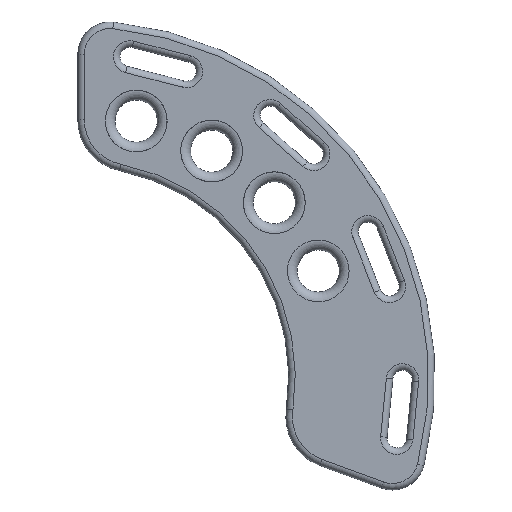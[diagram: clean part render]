
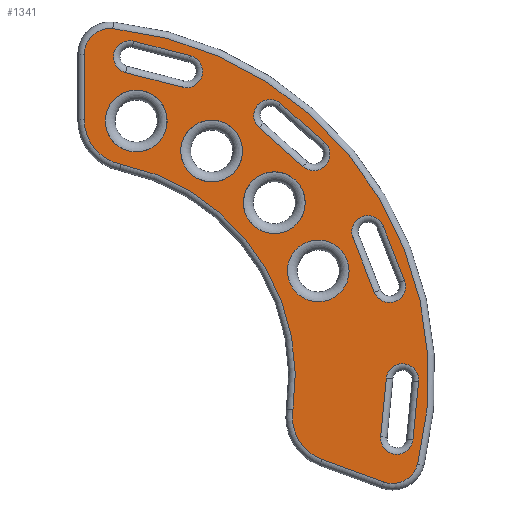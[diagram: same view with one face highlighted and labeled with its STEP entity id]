
A CAD part, top view. The second image highlights one B-rep face of the part: STEP entity #1341.
In plain terms, the highlighted planar face has unit normal (0, 0, 1).
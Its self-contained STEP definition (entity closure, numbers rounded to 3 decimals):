
#15=LINE('',#2233,#79);
#16=LINE('',#2240,#80);
#17=LINE('',#2245,#81);
#18=LINE('',#2248,#82);
#19=LINE('',#2251,#83);
#20=LINE('',#2255,#84);
#21=LINE('',#2261,#85);
#22=LINE('',#2264,#86);
#23=LINE('',#2269,#87);
#24=LINE('',#2272,#88);
#79=VECTOR('',#1743,10.);
#80=VECTOR('',#1750,10.);
#81=VECTOR('',#1753,10.);
#82=VECTOR('',#1756,10.);
#83=VECTOR('',#1757,10.);
#84=VECTOR('',#1760,10.);
#85=VECTOR('',#1765,10.);
#86=VECTOR('',#1768,10.);
#87=VECTOR('',#1771,10.);
#88=VECTOR('',#1774,10.);
#143=PLANE('',#1467);
#221=FACE_BOUND('',#372,.T.);
#222=FACE_BOUND('',#373,.T.);
#223=FACE_BOUND('',#374,.T.);
#224=FACE_BOUND('',#375,.T.);
#225=FACE_BOUND('',#376,.T.);
#226=FACE_BOUND('',#377,.T.);
#227=FACE_BOUND('',#378,.T.);
#228=FACE_BOUND('',#379,.T.);
#257=FACE_OUTER_BOUND('',#371,.T.);
#371=EDGE_LOOP('',(#941,#942,#943,#944,#945,#946,#947,#948));
#372=EDGE_LOOP('',(#949));
#373=EDGE_LOOP('',(#950));
#374=EDGE_LOOP('',(#951,#952,#953,#954));
#375=EDGE_LOOP('',(#955,#956,#957,#958));
#376=EDGE_LOOP('',(#959,#960,#961,#962));
#377=EDGE_LOOP('',(#963,#964,#965,#966));
#378=EDGE_LOOP('',(#967));
#379=EDGE_LOOP('',(#968));
#466=CIRCLE('',#1432,9.5);
#472=CIRCLE('',#1443,9.5);
#478=CIRCLE('',#1454,9.5);
#484=CIRCLE('',#1465,9.5);
#485=CIRCLE('',#1468,14.);
#486=CIRCLE('',#1469,67.);
#487=CIRCLE('',#1470,14.);
#488=CIRCLE('',#1471,8.);
#489=CIRCLE('',#1472,108.);
#490=CIRCLE('',#1473,8.);
#491=CIRCLE('',#1474,5.);
#492=CIRCLE('',#1475,5.);
#493=CIRCLE('',#1476,5.);
#494=CIRCLE('',#1477,5.);
#495=CIRCLE('',#1478,5.);
#496=CIRCLE('',#1479,5.);
#497=CIRCLE('',#1480,5.);
#498=CIRCLE('',#1481,5.);
#594=VERTEX_POINT('',#2170);
#600=VERTEX_POINT('',#2187);
#606=VERTEX_POINT('',#2204);
#612=VERTEX_POINT('',#2221);
#613=VERTEX_POINT('',#2225);
#614=VERTEX_POINT('',#2226);
#615=VERTEX_POINT('',#2228);
#616=VERTEX_POINT('',#2230);
#617=VERTEX_POINT('',#2232);
#618=VERTEX_POINT('',#2234);
#619=VERTEX_POINT('',#2236);
#620=VERTEX_POINT('',#2238);
#621=VERTEX_POINT('',#2241);
#622=VERTEX_POINT('',#2242);
#623=VERTEX_POINT('',#2244);
#624=VERTEX_POINT('',#2246);
#625=VERTEX_POINT('',#2249);
#626=VERTEX_POINT('',#2250);
#627=VERTEX_POINT('',#2252);
#628=VERTEX_POINT('',#2254);
#629=VERTEX_POINT('',#2257);
#630=VERTEX_POINT('',#2258);
#631=VERTEX_POINT('',#2260);
#632=VERTEX_POINT('',#2262);
#633=VERTEX_POINT('',#2265);
#634=VERTEX_POINT('',#2266);
#635=VERTEX_POINT('',#2268);
#636=VERTEX_POINT('',#2270);
#714=EDGE_CURVE('',#594,#594,#466,.T.);
#720=EDGE_CURVE('',#600,#600,#472,.T.);
#726=EDGE_CURVE('',#606,#606,#478,.T.);
#732=EDGE_CURVE('',#612,#612,#484,.T.);
#733=EDGE_CURVE('',#613,#614,#485,.T.);
#734=EDGE_CURVE('',#615,#613,#486,.T.);
#735=EDGE_CURVE('',#616,#615,#487,.T.);
#736=EDGE_CURVE('',#617,#616,#15,.T.);
#737=EDGE_CURVE('',#618,#617,#488,.T.);
#738=EDGE_CURVE('',#619,#618,#489,.T.);
#739=EDGE_CURVE('',#620,#619,#490,.T.);
#740=EDGE_CURVE('',#614,#620,#16,.T.);
#741=EDGE_CURVE('',#621,#622,#491,.T.);
#742=EDGE_CURVE('',#623,#621,#17,.T.);
#743=EDGE_CURVE('',#624,#623,#492,.T.);
#744=EDGE_CURVE('',#622,#624,#18,.T.);
#745=EDGE_CURVE('',#625,#626,#19,.T.);
#746=EDGE_CURVE('',#627,#625,#493,.T.);
#747=EDGE_CURVE('',#628,#627,#20,.T.);
#748=EDGE_CURVE('',#626,#628,#494,.T.);
#749=EDGE_CURVE('',#629,#630,#495,.T.);
#750=EDGE_CURVE('',#631,#629,#21,.T.);
#751=EDGE_CURVE('',#632,#631,#496,.T.);
#752=EDGE_CURVE('',#630,#632,#22,.T.);
#753=EDGE_CURVE('',#633,#634,#497,.T.);
#754=EDGE_CURVE('',#635,#633,#23,.T.);
#755=EDGE_CURVE('',#636,#635,#498,.T.);
#756=EDGE_CURVE('',#634,#636,#24,.T.);
#941=ORIENTED_EDGE('',*,*,#733,.F.);
#942=ORIENTED_EDGE('',*,*,#734,.F.);
#943=ORIENTED_EDGE('',*,*,#735,.F.);
#944=ORIENTED_EDGE('',*,*,#736,.F.);
#945=ORIENTED_EDGE('',*,*,#737,.F.);
#946=ORIENTED_EDGE('',*,*,#738,.F.);
#947=ORIENTED_EDGE('',*,*,#739,.F.);
#948=ORIENTED_EDGE('',*,*,#740,.F.);
#949=ORIENTED_EDGE('',*,*,#720,.F.);
#950=ORIENTED_EDGE('',*,*,#714,.F.);
#951=ORIENTED_EDGE('',*,*,#741,.F.);
#952=ORIENTED_EDGE('',*,*,#742,.F.);
#953=ORIENTED_EDGE('',*,*,#743,.F.);
#954=ORIENTED_EDGE('',*,*,#744,.F.);
#955=ORIENTED_EDGE('',*,*,#745,.F.);
#956=ORIENTED_EDGE('',*,*,#746,.F.);
#957=ORIENTED_EDGE('',*,*,#747,.F.);
#958=ORIENTED_EDGE('',*,*,#748,.F.);
#959=ORIENTED_EDGE('',*,*,#749,.F.);
#960=ORIENTED_EDGE('',*,*,#750,.F.);
#961=ORIENTED_EDGE('',*,*,#751,.F.);
#962=ORIENTED_EDGE('',*,*,#752,.F.);
#963=ORIENTED_EDGE('',*,*,#753,.F.);
#964=ORIENTED_EDGE('',*,*,#754,.F.);
#965=ORIENTED_EDGE('',*,*,#755,.F.);
#966=ORIENTED_EDGE('',*,*,#756,.F.);
#967=ORIENTED_EDGE('',*,*,#732,.F.);
#968=ORIENTED_EDGE('',*,*,#726,.F.);
#1341=ADVANCED_FACE('',(#257,#221,#222,#223,#224,#225,#226,#227,#228),#143,
 .F.);
#1432=AXIS2_PLACEMENT_3D('',#2171,#1665,#1666);
#1443=AXIS2_PLACEMENT_3D('',#2188,#1687,#1688);
#1454=AXIS2_PLACEMENT_3D('',#2205,#1709,#1710);
#1465=AXIS2_PLACEMENT_3D('',#2222,#1731,#1732);
#1467=AXIS2_PLACEMENT_3D('',#2224,#1735,#1736);
#1468=AXIS2_PLACEMENT_3D('',#2227,#1737,#1738);
#1469=AXIS2_PLACEMENT_3D('',#2229,#1739,#1740);
#1470=AXIS2_PLACEMENT_3D('',#2231,#1741,#1742);
#1471=AXIS2_PLACEMENT_3D('',#2235,#1744,#1745);
#1472=AXIS2_PLACEMENT_3D('',#2237,#1746,#1747);
#1473=AXIS2_PLACEMENT_3D('',#2239,#1748,#1749);
#1474=AXIS2_PLACEMENT_3D('',#2243,#1751,#1752);
#1475=AXIS2_PLACEMENT_3D('',#2247,#1754,#1755);
#1476=AXIS2_PLACEMENT_3D('',#2253,#1758,#1759);
#1477=AXIS2_PLACEMENT_3D('',#2256,#1761,#1762);
#1478=AXIS2_PLACEMENT_3D('',#2259,#1763,#1764);
#1479=AXIS2_PLACEMENT_3D('',#2263,#1766,#1767);
#1480=AXIS2_PLACEMENT_3D('',#2267,#1769,#1770);
#1481=AXIS2_PLACEMENT_3D('',#2271,#1772,#1773);
#1665=DIRECTION('center_axis',(0.,0.,1.));
#1666=DIRECTION('ref_axis',(-0.598,0.801,0.));
#1687=DIRECTION('center_axis',(0.,0.,1.));
#1688=DIRECTION('ref_axis',(-0.814,0.581,0.));
#1709=DIRECTION('center_axis',(0.,0.,1.));
#1710=DIRECTION('ref_axis',(-0.952,0.305,0.));
#1731=DIRECTION('center_axis',(0.,0.,1.));
#1732=DIRECTION('ref_axis',(-1.,0.,0.));
#1735=DIRECTION('center_axis',(0.,0.,-1.));
#1736=DIRECTION('ref_axis',(-1.,0.,0.));
#1737=DIRECTION('center_axis',(0.,0.,-1.));
#1738=DIRECTION('ref_axis',(-0.774,-0.633,0.));
#1739=DIRECTION('center_axis',(0.,0.,1.));
#1740=DIRECTION('ref_axis',(0.819,0.574,0.));
#1741=DIRECTION('center_axis',(0.,0.,-1.));
#1742=DIRECTION('ref_axis',(-0.86,-0.51,0.));
#1743=DIRECTION('',(-0.94,0.342,0.));
#1744=DIRECTION('center_axis',(0.,0.,-1.));
#1745=DIRECTION('ref_axis',(0.467,-0.884,0.));
#1746=DIRECTION('center_axis',(0.,0.,-1.));
#1747=DIRECTION('ref_axis',(0.819,0.574,0.));
#1748=DIRECTION('center_axis',(0.,0.,-1.));
#1749=DIRECTION('ref_axis',(-0.671,0.742,0.));
#1750=DIRECTION('',(0.,1.,0.));
#1751=DIRECTION('center_axis',(0.,0.,1.));
#1752=DIRECTION('ref_axis',(0.098,0.995,0.));
#1753=DIRECTION('',(0.098,0.995,0.));
#1754=DIRECTION('center_axis',(0.,0.,1.));
#1755=DIRECTION('ref_axis',(-0.098,-0.995,0.));
#1756=DIRECTION('',(-0.098,-0.995,0.));
#1757=DIRECTION('',(-0.969,0.248,0.));
#1758=DIRECTION('center_axis',(0.,0.,1.));
#1759=DIRECTION('ref_axis',(0.969,-0.248,0.));
#1760=DIRECTION('',(0.969,-0.248,0.));
#1761=DIRECTION('center_axis',(0.,0.,1.));
#1762=DIRECTION('ref_axis',(-0.969,0.248,0.));
#1763=DIRECTION('center_axis',(0.,0.,1.));
#1764=DIRECTION('ref_axis',(-0.75,0.662,0.));
#1765=DIRECTION('',(-0.75,0.662,0.));
#1766=DIRECTION('center_axis',(0.,0.,1.));
#1767=DIRECTION('ref_axis',(0.75,-0.662,0.));
#1768=DIRECTION('',(0.75,-0.662,0.));
#1769=DIRECTION('center_axis',(0.,0.,1.));
#1770=DIRECTION('ref_axis',(-0.366,0.931,0.));
#1771=DIRECTION('',(-0.366,0.931,0.));
#1772=DIRECTION('center_axis',(0.,0.,1.));
#1773=DIRECTION('ref_axis',(0.366,-0.931,0.));
#1774=DIRECTION('',(0.366,-0.931,0.));
#2170=CARTESIAN_POINT('',(83.442,34.287,6.));
#2171=CARTESIAN_POINT('Origin',(74.057,32.811,6.));
#2187=CARTESIAN_POINT('',(68.257,48.313,6.));
#2188=CARTESIAN_POINT('Origin',(60.524,53.831,6.));
#2204=CARTESIAN_POINT('',(50.273,66.827,6.));
#2205=CARTESIAN_POINT('Origin',(41.226,69.724,6.));
#2221=CARTESIAN_POINT('',(27.5,78.975,6.));
#2222=CARTESIAN_POINT('Origin',(18.,78.975,6.));
#2224=CARTESIAN_POINT('Origin',(0.,0.,6.));
#2225=CARTESIAN_POINT('',(13.235,65.68,6.));
#2226=CARTESIAN_POINT('',(2.,79.404,6.));
#2227=CARTESIAN_POINT('Origin',(16.,79.404,6.));
#2228=CARTESIAN_POINT('',(66.245,-10.027,6.));
#2229=CARTESIAN_POINT('Origin',(0.,0.,6.));
#2230=CARTESIAN_POINT('',(75.299,-25.278,6.));
#2231=CARTESIAN_POINT('Origin',(80.088,-12.123,6.));
#2232=CARTESIAN_POINT('',(94.182,-32.151,6.));
#2233=CARTESIAN_POINT('',(52.367,-16.932,6.));
#2234=CARTESIAN_POINT('',(104.672,-26.604,6.));
#2235=CARTESIAN_POINT('Origin',(96.918,-24.634,6.));
#2236=CARTESIAN_POINT('',(10.8,107.459,6.));
#2237=CARTESIAN_POINT('Origin',(0.,0.,6.));
#2238=CARTESIAN_POINT('',(2.,99.499,6.));
#2239=CARTESIAN_POINT('Origin',(10.,99.499,6.));
#2240=CARTESIAN_POINT('',(2.,32.5,6.));
#2241=CARTESIAN_POINT('',(104.973,-1.241,6.));
#2242=CARTESIAN_POINT('',(95.021,-0.266,6.));
#2243=CARTESIAN_POINT('Origin',(99.997,-0.754,6.));
#2244=CARTESIAN_POINT('',(103.218,-19.156,6.));
#2245=CARTESIAN_POINT('',(104.535,-5.72,6.));
#2246=CARTESIAN_POINT('',(93.266,-18.181,6.));
#2247=CARTESIAN_POINT('Origin',(98.242,-18.668,6.));
#2248=CARTESIAN_POINT('',(93.705,-13.702,6.));
#2249=CARTESIAN_POINT('',(34.678,99.088,6.));
#2250=CARTESIAN_POINT('',(17.241,103.555,6.));
#2251=CARTESIAN_POINT('',(21.6,102.438,6.));
#2252=CARTESIAN_POINT('',(32.196,89.401,6.));
#2253=CARTESIAN_POINT('Origin',(33.437,94.244,6.));
#2254=CARTESIAN_POINT('',(14.759,93.868,6.));
#2255=CARTESIAN_POINT('',(27.837,90.518,6.));
#2256=CARTESIAN_POINT('Origin',(16.,98.712,6.));
#2257=CARTESIAN_POINT('',(62.485,84.359,6.));
#2258=CARTESIAN_POINT('',(55.866,76.864,6.));
#2259=CARTESIAN_POINT('Origin',(59.176,80.612,6.));
#2260=CARTESIAN_POINT('',(75.978,72.445,6.));
#2261=CARTESIAN_POINT('',(65.859,81.381,6.));
#2262=CARTESIAN_POINT('',(69.359,64.949,6.));
#2263=CARTESIAN_POINT('Origin',(72.668,68.697,6.));
#2264=CARTESIAN_POINT('',(65.986,67.928,6.));
#2265=CARTESIAN_POINT('',(94.034,46.674,6.));
#2266=CARTESIAN_POINT('',(84.729,43.012,6.));
#2267=CARTESIAN_POINT('Origin',(89.382,44.843,6.));
#2268=CARTESIAN_POINT('',(100.625,29.924,6.));
#2269=CARTESIAN_POINT('',(95.682,42.487,6.));
#2270=CARTESIAN_POINT('',(91.32,26.262,6.));
#2271=CARTESIAN_POINT('Origin',(95.973,28.093,6.));
#2272=CARTESIAN_POINT('',(89.672,30.45,6.));
